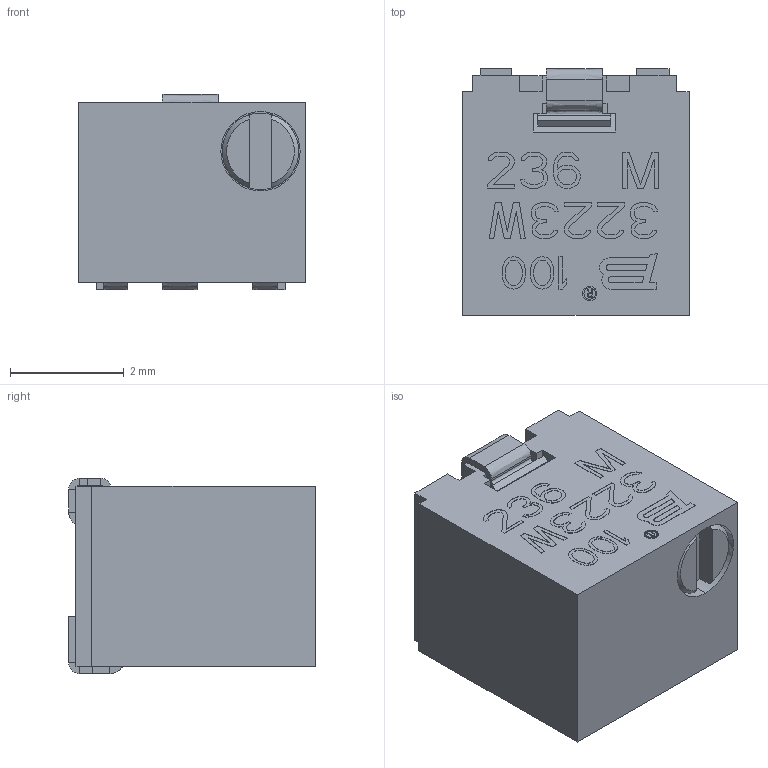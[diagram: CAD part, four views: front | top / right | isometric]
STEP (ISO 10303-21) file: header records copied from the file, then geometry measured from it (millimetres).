
FILE_DESCRIPTION((''),'2;1');
FILE_NAME('3223W001_ASM','2010-10-25T',('minhn'),('Bourns, Inc.'),'PRO/ENGINEER BY PARAMETRIC TECHNOLOGY CORPORATION, 2001200','PRO/ENGINEER BY PARAMETRIC TECHNOLOGY CORPORATION, 2001200','');
FILE_SCHEMA(('AUTOMOTIVE_DESIGN_CC2 { 1 2 10303 214 -1 1 5 2 }'));
Length unit declared in the file: inch
Products named in the file (2): 33756-81300_3223W; 3223W001_ASM
Assembly tree (1 placements, depth 2):
  3223W001_ASM
    33756-81300_3223W
Bounding box: 3.99 x 4.34 x 3.44 mm (x, y, z)
Volume: 41.9 mm3; surface area: 161.9 mm2
Topology: 1 solids, 4 shells, 804 faces, 2211 edges, 1441 vertices
Faces by surface type: bspline 804
Entity records: 34597 total; most frequent: CARTESIAN_POINT 9831, ORIENTED_EDGE 4422, DIRECTION 2307, PRESENTATION_STYLE_ASSIGNMENT 2222, STYLED_ITEM 2212, CURVE_STYLE 2211, EDGE_CURVE 2211, VECTOR 2011
